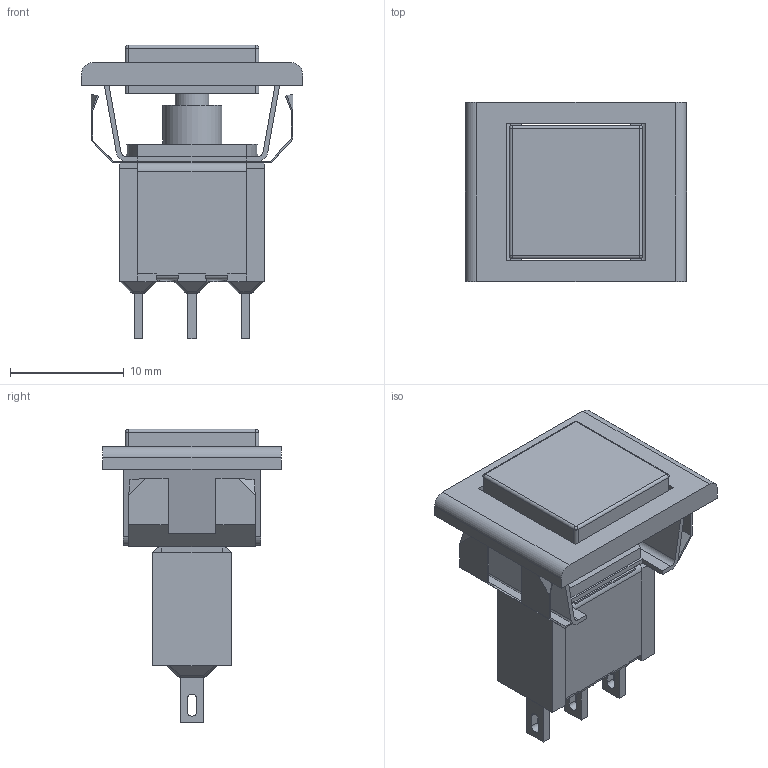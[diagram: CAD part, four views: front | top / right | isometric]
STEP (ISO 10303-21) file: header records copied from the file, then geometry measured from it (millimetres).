
FILE_DESCRIPTION(/* description */ (''),/* implementation_level */ '2;1');
FILE_NAME(/* name */ '700SP7M1xEAP2xxx.stp',/* time_stamp */ '2026-01-16T15:46:05-06:00',/* author */ ('mroman'),/* organization */ (''),/* preprocessor_version */ 'ST-DEVELOPER v18.1',/* originating_system */ 'Autodesk Inventor 2022',/* authorisation */ '');
FILE_SCHEMA (('AUTOMOTIVE_DESIGN { 1 0 10303 214 3 1 1 }'));
Length unit declared in the file: inch
Products named in the file (1): 700SP7M1xEAP2xxx
Bounding box: 19.4 x 15.7 x 25.75 mm (x, y, z)
Volume: 1788.1 mm3; surface area: 2832.9 mm2
Topology: 1 solids, 1 shells, 332 faces, 855 edges, 520 vertices
Faces by surface type: plane 250, cylinder 66, sphere 16
Full cylindrical faces by diameter (mm): 2.946 x1, 3.1 x2, 5.2 x1
Entity records: 9808 total; most frequent: CARTESIAN_POINT 1692, ORIENTED_EDGE 1678, DIRECTION 1651, EDGE_CURVE 839, LINE 693, VECTOR 693, VERTEX_POINT 520, AXIS2_PLACEMENT_3D 479
